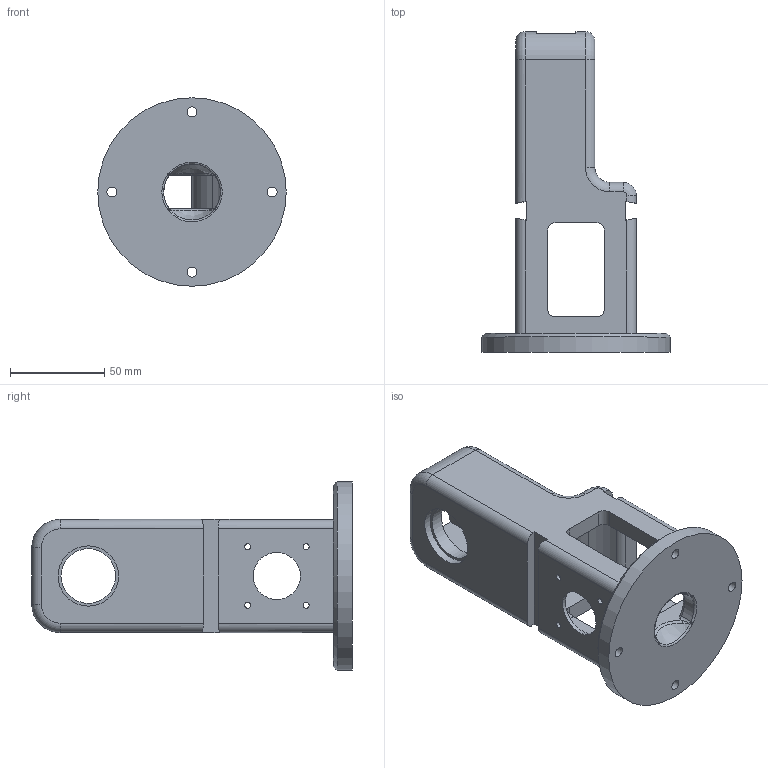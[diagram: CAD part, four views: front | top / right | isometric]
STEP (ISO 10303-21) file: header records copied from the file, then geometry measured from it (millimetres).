
FILE_DESCRIPTION(/* description */ (''),/* implementation_level */ '2;1');
FILE_NAME(/* name */ 'link_rettangolare.stp',/* time_stamp */ '2025-06-09T06:41:23+02:00',/* author */ ('R5800u'),/* organization */ (''),/* preprocessor_version */ 'ST-DEVELOPER v20',/* originating_system */ 'Autodesk Inventor 2025',/* authorisation */ '');
FILE_SCHEMA (('AUTOMOTIVE_DESIGN { 1 0 10303 214 3 1 1 }'));
Length unit declared in the file: millimetre
Products named in the file (1): link_rettangolare
Bounding box: 100 x 170 x 100 mm (x, y, z)
Volume: 293655.4 mm3; surface area: 72582 mm2
Topology: 1 solids, 1 shells, 150 faces, 393 edges, 245 vertices
Faces by surface type: cylinder 57, plane 47, torus 21, bspline 20, cone 5
Full cylindrical faces by diameter (mm): 2.2 x4, 3.2 x4, 5.3 x4, 9 x4, 25 x1, 29 x2, 32 x2, 100 x1
Entity records: 5344 total; most frequent: CARTESIAN_POINT 1579, DIRECTION 775, ORIENTED_EDGE 774, EDGE_CURVE 387, AXIS2_PLACEMENT_3D 295, VERTEX_POINT 245, EDGE_LOOP 186, LINE 185
